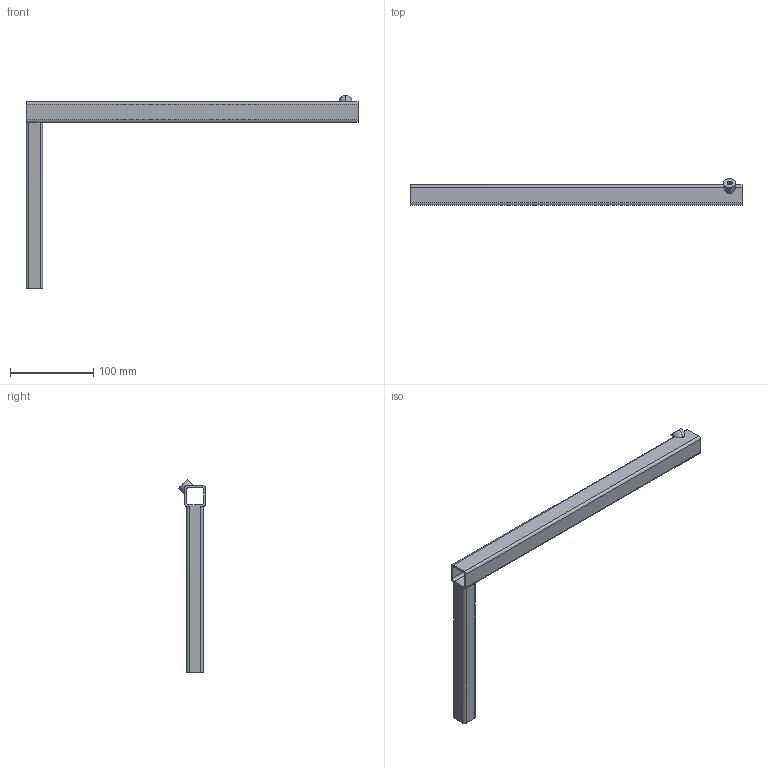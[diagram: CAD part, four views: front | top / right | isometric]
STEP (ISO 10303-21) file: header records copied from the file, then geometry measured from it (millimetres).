
FILE_DESCRIPTION (( 'STEP AP203' ), '1' );
FILE_NAME ('plateau2-verticalisateur.STEP', '2020-12-03T10:27:02', ( '' ), ( '' ), 'SwSTEP 2.0', 'SolidWorks 2019', '' );
FILE_SCHEMA (( 'CONFIG_CONTROL_DESIGN' ));
Length unit declared in the file: millimetre
Products named in the file (1): plateau2-verticalisateur
Bounding box: 400 x 32.34 x 232.34 mm (x, y, z)
Volume: 103291.4 mm3; surface area: 97017 mm2
Topology: 1 solids, 1 shells, 46 faces, 128 edges, 84 vertices
Faces by surface type: plane 24, cylinder 22
Entity records: 1595 total; most frequent: CARTESIAN_POINT 323, ORIENTED_EDGE 256, DIRECTION 250, EDGE_CURVE 128, AXIS2_PLACEMENT_3D 87, VERTEX_POINT 84, VECTOR 76, LINE 76
